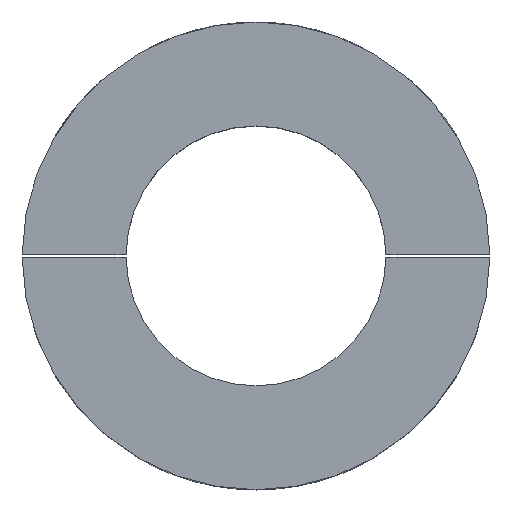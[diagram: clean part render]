
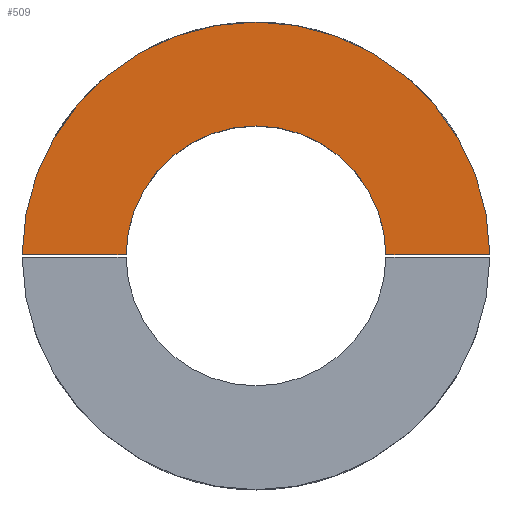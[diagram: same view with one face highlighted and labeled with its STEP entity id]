
A CAD part, top view. The second image highlights one B-rep face of the part: STEP entity #509.
In plain terms, the highlighted planar face has unit normal (0, 0, 1).
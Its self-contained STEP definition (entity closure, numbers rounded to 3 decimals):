
#140 = VECTOR ( 'NONE', #1000, 1000. ) ;
#145 = ORIENTED_EDGE ( 'NONE', *, *, #217, .T. ) ;
#217 = EDGE_CURVE ( 'NONE', #303, #520, #609, .T. ) ;
#227 = ORIENTED_EDGE ( 'NONE', *, *, #440, .F. ) ;
#303 = VERTEX_POINT ( 'NONE', #1393 ) ;
#332 = DIRECTION ( 'NONE',  ( 1., 0., 0. ) ) ;
#350 = EDGE_CURVE ( 'NONE', #1424, #520, #590, .T. ) ;
#381 = CARTESIAN_POINT ( 'NONE',  ( -22.5, 0.125, 7. ) ) ;
#383 = CARTESIAN_POINT ( 'NONE',  ( 0., 0.125, 7. ) ) ;
#440 = EDGE_CURVE ( 'NONE', #303, #942, #1125, .T. ) ;
#455 = VECTOR ( 'NONE', #813, 1000. ) ;
#466 = CARTESIAN_POINT ( 'NONE',  ( 0., 0., 7. ) ) ;
#509 = ADVANCED_FACE ( 'NONE', ( #1384 ), #513, .T. ) ;
#513 = PLANE ( 'NONE',  #1156 ) ;
#520 = VERTEX_POINT ( 'NONE', #381 ) ;
#590 = LINE ( 'NONE', #1084, #455 ) ;
#597 = ORIENTED_EDGE ( 'NONE', *, *, #1239, .F. ) ;
#609 = CIRCLE ( 'NONE', #1287, 22.5 ) ;
#630 = DIRECTION ( 'NONE',  ( 1., 0., 0. ) ) ;
#640 = DIRECTION ( 'NONE',  ( 1., 0., 0. ) ) ;
#749 = CARTESIAN_POINT ( 'NONE',  ( 0., 0., 7. ) ) ;
#813 = DIRECTION ( 'NONE',  ( -1., 0., 0. ) ) ;
#834 = DIRECTION ( 'NONE',  ( 0., 0., 1. ) ) ;
#933 = ORIENTED_EDGE ( 'NONE', *, *, #350, .F. ) ;
#942 = VERTEX_POINT ( 'NONE', #1135 ) ;
#983 = AXIS2_PLACEMENT_3D ( 'NONE', #466, #834, #332 ) ;
#1000 = DIRECTION ( 'NONE',  ( -1., 0., 0. ) ) ;
#1051 = CIRCLE ( 'NONE', #983, 12.5 ) ;
#1084 = CARTESIAN_POINT ( 'NONE',  ( 0., 0.125, 7. ) ) ;
#1125 = LINE ( 'NONE', #383, #140 ) ;
#1129 = EDGE_LOOP ( 'NONE', ( #227, #145, #933, #597 ) ) ;
#1135 = CARTESIAN_POINT ( 'NONE',  ( 12.499, 0.125, 7. ) ) ;
#1156 = AXIS2_PLACEMENT_3D ( 'NONE', #749, #1344, #640 ) ;
#1215 = CARTESIAN_POINT ( 'NONE',  ( 0., 0., 7. ) ) ;
#1226 = DIRECTION ( 'NONE',  ( 0., 0., 1. ) ) ;
#1239 = EDGE_CURVE ( 'NONE', #942, #1424, #1051, .T. ) ;
#1287 = AXIS2_PLACEMENT_3D ( 'NONE', #1215, #1226, #630 ) ;
#1344 = DIRECTION ( 'NONE',  ( 0., 0., 1. ) ) ;
#1384 = FACE_OUTER_BOUND ( 'NONE', #1129, .T. ) ;
#1393 = CARTESIAN_POINT ( 'NONE',  ( 22.5, 0.125, 7. ) ) ;
#1424 = VERTEX_POINT ( 'NONE', #1467 ) ;
#1467 = CARTESIAN_POINT ( 'NONE',  ( -12.499, 0.125, 7. ) ) ;
